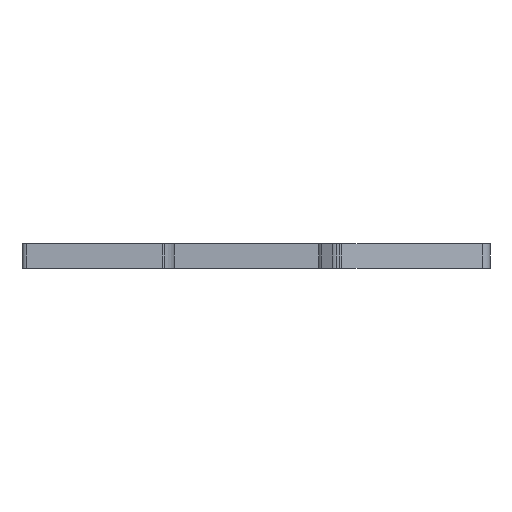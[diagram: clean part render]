
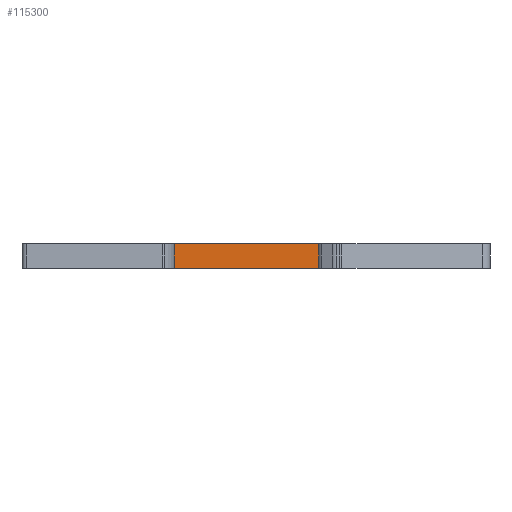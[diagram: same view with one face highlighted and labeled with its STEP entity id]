
A CAD part, front view. The second image highlights one B-rep face of the part: STEP entity #115300.
In plain terms, the highlighted planar face has unit normal (0, -1, 0).
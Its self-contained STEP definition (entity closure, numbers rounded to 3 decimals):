
#33910=CARTESIAN_POINT('',(184.869,2.497,53.67));
#33920=DIRECTION('',(0.,0.,-1.));
#33930=VECTOR('',#33920,1.);
#33940=LINE('',#33910,#33930);
#33950=CARTESIAN_POINT('',(184.869,2.497,
53.67));
#33960=VERTEX_POINT('',#33950);
#33970=CARTESIAN_POINT('',(184.869,2.497,
48.52));
#33980=VERTEX_POINT('',#33970);
#33990=EDGE_CURVE('',#33960,#33980,#33940,.T.);
#45150=CARTESIAN_POINT('',(14.196,2.497,53.67));
#45160=DIRECTION('',(-1.,0.,0.));
#45170=VECTOR('',#45160,1.);
#45180=LINE('',#45150,#45170);
#45190=CARTESIAN_POINT('',(150.469,2.497,
53.67));
#45200=VERTEX_POINT('',#45190);
#45210=EDGE_CURVE('',#33960,#45200,#45180,.T.);
#60510=CARTESIAN_POINT('',(150.469,2.497,
48.52));
#60520=VERTEX_POINT('',#60510);
#60550=CARTESIAN_POINT('',(14.196,2.497,48.52));
#60560=DIRECTION('',(-1.,0.,0.));
#60570=VECTOR('',#60560,1.);
#60580=LINE('',#60550,#60570);
#60590=EDGE_CURVE('',#33980,#60520,#60580,.T.);
#93290=CARTESIAN_POINT('',(150.469,2.497,53.67));
#93300=DIRECTION('',(0.,0.,-1.));
#93310=VECTOR('',#93300,1.);
#93320=LINE('',#93290,#93310);
#93330=EDGE_CURVE('',#45200,#60520,#93320,.T.);
#115190=CARTESIAN_POINT('',(177.069,2.497,
48.52));
#115200=DIRECTION('',(0.,1.,0.));
#115210=DIRECTION('',(-1.,0.,0.));
#115220=AXIS2_PLACEMENT_3D('',#115190,#115200,#115210);
#115230=PLANE('',#115220);
#115240=ORIENTED_EDGE('',*,*,#33990,.F.);
#115250=ORIENTED_EDGE('',*,*,#60590,.F.);
#115260=ORIENTED_EDGE('',*,*,#93330,.T.);
#115270=ORIENTED_EDGE('',*,*,#45210,.T.);
#115280=EDGE_LOOP('',(#115270,#115260,#115250,#115240));
#115290=FACE_OUTER_BOUND('',#115280,.T.);
#115300=ADVANCED_FACE('',(#115290),#115230,.F.);
